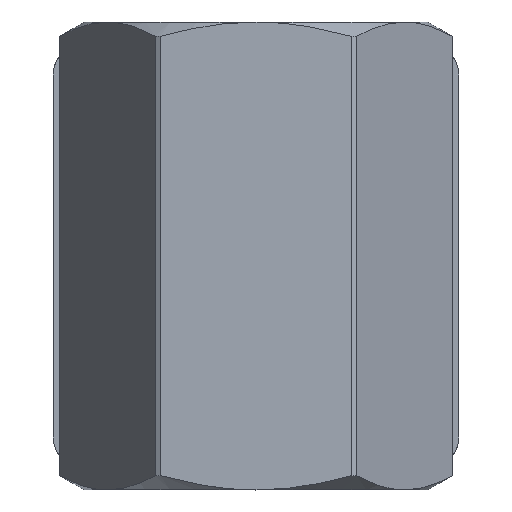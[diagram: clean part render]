
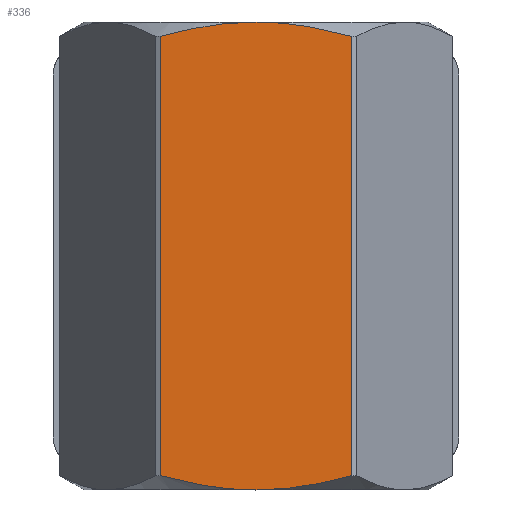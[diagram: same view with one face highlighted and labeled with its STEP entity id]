
A CAD part, left-side view. The second image highlights one B-rep face of the part: STEP entity #336.
In plain terms, the highlighted planar face has unit normal (-1, 0, 0).
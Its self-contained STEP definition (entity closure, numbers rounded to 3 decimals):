
#147=FACE_OUTER_BOUND('',#1073,.T.);
#336=ADVANCED_FACE('',(#147),#490,.F.);
#490=PLANE('',#2737);
#567=B_SPLINE_CURVE_WITH_KNOTS('',3,(#3776,#3777,#3778,#3779),
 .UNSPECIFIED.,.F.,.F.,(4,4),(0.,1.),.UNSPECIFIED.);
#568=B_SPLINE_CURVE_WITH_KNOTS('',3,(#3781,#3782,#3783,#3784),
 .UNSPECIFIED.,.F.,.F.,(4,4),(0.,1.),.UNSPECIFIED.);
#569=B_SPLINE_CURVE_WITH_KNOTS('',3,(#3788,#3789,#3790,#3791),
 .UNSPECIFIED.,.F.,.F.,(4,4),(0.,1.),.UNSPECIFIED.);
#570=B_SPLINE_CURVE_WITH_KNOTS('',3,(#3793,#3794,#3795,#3796),
 .UNSPECIFIED.,.F.,.F.,(4,4),(0.,1.),.UNSPECIFIED.);
#633=LINE('',#3773,#828);
#634=LINE('',#3786,#829);
#828=VECTOR('',#3017,1.);
#829=VECTOR('',#3018,1.);
#1073=EDGE_LOOP('',(#1254,#1255,#1256,#1257,#1258,#1259));
#1254=ORIENTED_EDGE('',*,*,#2257,.F.);
#1255=ORIENTED_EDGE('',*,*,#2258,.T.);
#1256=ORIENTED_EDGE('',*,*,#2259,.T.);
#1257=ORIENTED_EDGE('',*,*,#2260,.F.);
#1258=ORIENTED_EDGE('',*,*,#2261,.T.);
#1259=ORIENTED_EDGE('',*,*,#2262,.T.);
#2013=VERTEX_POINT('',#3774);
#2014=VERTEX_POINT('',#3775);
#2015=VERTEX_POINT('',#3780);
#2016=VERTEX_POINT('',#3785);
#2017=VERTEX_POINT('',#3787);
#2018=VERTEX_POINT('',#3792);
#2257=EDGE_CURVE('',#2013,#2014,#633,.T.);
#2258=EDGE_CURVE('',#2013,#2015,#567,.T.);
#2259=EDGE_CURVE('',#2015,#2016,#568,.T.);
#2260=EDGE_CURVE('',#2017,#2016,#634,.T.);
#2261=EDGE_CURVE('',#2017,#2018,#569,.T.);
#2262=EDGE_CURVE('',#2018,#2014,#570,.T.);
#2737=AXIS2_PLACEMENT_3D('',#3797,#3019,#3020);
#3017=DIRECTION('',(0.,0.,-1.));
#3018=DIRECTION('',(0.,0.,1.));
#3019=DIRECTION('',(1.,0.,0.));
#3020=DIRECTION('',(0.,0.,-1.));
#3773=CARTESIAN_POINT('',(-27.5,-15.362,37.5));
#3774=CARTESIAN_POINT('',(-27.5,-15.362,72.691));
#3775=CARTESIAN_POINT('',(-27.5,-15.362,2.309));
#3776=CARTESIAN_POINT('',(-27.5,-15.362,72.691));
#3777=CARTESIAN_POINT('',(-27.5,-10.373,74.095));
#3778=CARTESIAN_POINT('',(-27.5,-5.221,75.));
#3779=CARTESIAN_POINT('',(-27.5,0.,75.));
#3780=CARTESIAN_POINT('',(-27.5,0.,75.));
#3781=CARTESIAN_POINT('',(-27.5,0.,75.));
#3782=CARTESIAN_POINT('',(-27.5,5.221,75.));
#3783=CARTESIAN_POINT('',(-27.5,10.373,74.095));
#3784=CARTESIAN_POINT('',(-27.5,15.362,72.691));
#3785=CARTESIAN_POINT('',(-27.5,15.362,72.691));
#3786=CARTESIAN_POINT('',(-27.5,15.362,37.5));
#3787=CARTESIAN_POINT('',(-27.5,15.362,2.309));
#3788=CARTESIAN_POINT('',(-27.5,15.362,2.309));
#3789=CARTESIAN_POINT('',(-27.5,10.373,0.905));
#3790=CARTESIAN_POINT('',(-27.5,5.221,0.));
#3791=CARTESIAN_POINT('',(-27.5,0.,0.));
#3792=CARTESIAN_POINT('',(-27.5,0.,0.));
#3793=CARTESIAN_POINT('',(-27.5,0.,0.));
#3794=CARTESIAN_POINT('',(-27.5,-5.221,0.));
#3795=CARTESIAN_POINT('',(-27.5,-10.373,0.905));
#3796=CARTESIAN_POINT('',(-27.5,-15.362,2.309));
#3797=CARTESIAN_POINT('',(-27.5,15.877,75.));
